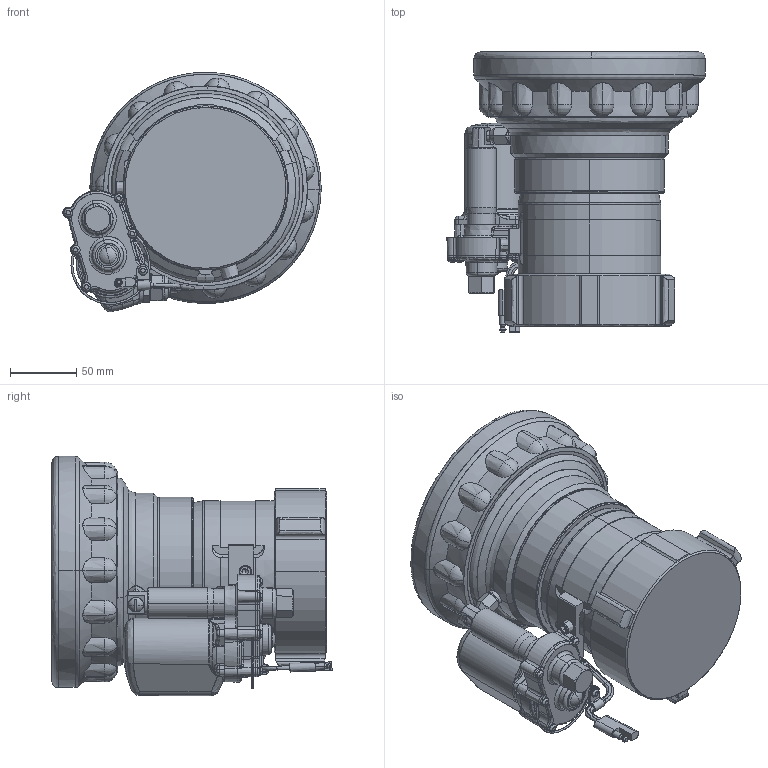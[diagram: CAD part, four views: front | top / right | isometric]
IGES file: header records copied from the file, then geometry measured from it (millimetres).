
Start section: SolidWorks IGES file using analytic representation for surfaces
Global section: file name: SM1250E35.IGS; native system: SolidWorks 2015; preprocessor: SolidWorks 2015; author: tmott; date: 150406.155544; units: inch
Bounding box: 195.04 x 211.57 x 180.78 mm (x, y, z)
Surface area: 178268 mm2 (no closed solid volume)
Topology: 0 solids, 0 shells, 869 faces, 10849 edges, 10824 vertices
Faces by surface type: bspline 496, revolution 373
